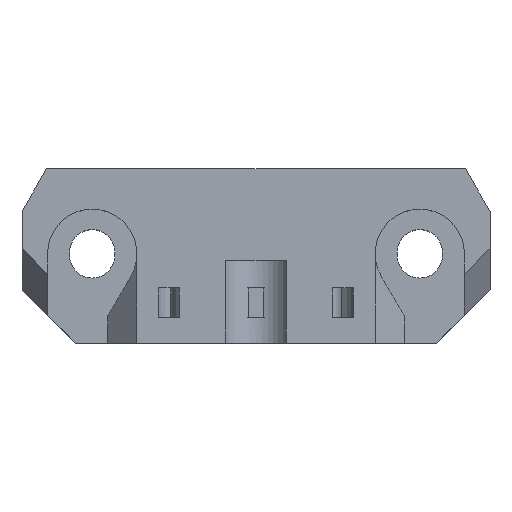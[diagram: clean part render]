
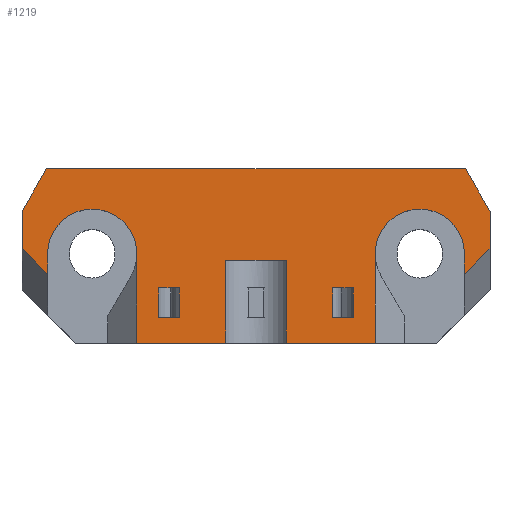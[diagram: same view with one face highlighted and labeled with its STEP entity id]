
A CAD part, top view. The second image highlights one B-rep face of the part: STEP entity #1219.
In plain terms, the highlighted planar face has unit normal (0, 0, 1).
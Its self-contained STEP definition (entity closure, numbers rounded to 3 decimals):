
#17=FACE_BOUND('',#134,.T.);
#18=FACE_BOUND('',#135,.T.);
#24=CIRCLE('',#1305,5.25);
#26=CIRCLE('',#1308,5.25);
#66=FACE_OUTER_BOUND('',#133,.T.);
#133=EDGE_LOOP('',(#826,#827,#828,#829,#830,#831,#832,#833,#834,#835,#836,
#837,#838,#839,#840,#841,#842,#843));
#134=EDGE_LOOP('',(#844,#845,#846,#847));
#135=EDGE_LOOP('',(#848,#849,#850,#851));
#205=LINE('',#1741,#357);
#208=LINE('',#1747,#360);
#215=LINE('',#1763,#367);
#219=LINE('',#1776,#371);
#220=LINE('',#1778,#372);
#221=LINE('',#1780,#373);
#222=LINE('',#1782,#374);
#223=LINE('',#1784,#375);
#224=LINE('',#1786,#376);
#225=LINE('',#1790,#377);
#226=LINE('',#1792,#378);
#227=LINE('',#1794,#379);
#228=LINE('',#1796,#380);
#229=LINE('',#1798,#381);
#230=LINE('',#1800,#382);
#231=LINE('',#1801,#383);
#232=LINE('',#1804,#384);
#233=LINE('',#1806,#385);
#234=LINE('',#1808,#386);
#235=LINE('',#1809,#387);
#236=LINE('',#1812,#388);
#237=LINE('',#1814,#389);
#238=LINE('',#1816,#390);
#239=LINE('',#1817,#391);
#357=VECTOR('',#1399,10.);
#360=VECTOR('',#1404,10.);
#367=VECTOR('',#1415,10.);
#371=VECTOR('',#1429,10.);
#372=VECTOR('',#1430,10.);
#373=VECTOR('',#1431,10.);
#374=VECTOR('',#1432,10.);
#375=VECTOR('',#1433,10.);
#376=VECTOR('',#1434,10.);
#377=VECTOR('',#1437,10.);
#378=VECTOR('',#1438,10.);
#379=VECTOR('',#1439,10.);
#380=VECTOR('',#1440,10.);
#381=VECTOR('',#1441,10.);
#382=VECTOR('',#1442,10.);
#383=VECTOR('',#1443,10.);
#384=VECTOR('',#1444,10.);
#385=VECTOR('',#1445,10.);
#386=VECTOR('',#1446,10.);
#387=VECTOR('',#1447,10.);
#388=VECTOR('',#1448,10.);
#389=VECTOR('',#1449,10.);
#390=VECTOR('',#1450,10.);
#391=VECTOR('',#1451,10.);
#506=VERTEX_POINT('',#1734);
#509=VERTEX_POINT('',#1739);
#511=VERTEX_POINT('',#1745);
#517=VERTEX_POINT('',#1760);
#518=VERTEX_POINT('',#1762);
#522=VERTEX_POINT('',#1775);
#523=VERTEX_POINT('',#1777);
#524=VERTEX_POINT('',#1779);
#525=VERTEX_POINT('',#1781);
#526=VERTEX_POINT('',#1783);
#527=VERTEX_POINT('',#1785);
#528=VERTEX_POINT('',#1787);
#529=VERTEX_POINT('',#1789);
#530=VERTEX_POINT('',#1791);
#531=VERTEX_POINT('',#1793);
#532=VERTEX_POINT('',#1795);
#533=VERTEX_POINT('',#1797);
#534=VERTEX_POINT('',#1799);
#535=VERTEX_POINT('',#1802);
#536=VERTEX_POINT('',#1803);
#537=VERTEX_POINT('',#1805);
#538=VERTEX_POINT('',#1807);
#539=VERTEX_POINT('',#1810);
#540=VERTEX_POINT('',#1811);
#541=VERTEX_POINT('',#1813);
#542=VERTEX_POINT('',#1815);
#627=EDGE_CURVE('',#509,#506,#205,.T.);
#630=EDGE_CURVE('',#509,#511,#208,.T.);
#637=EDGE_CURVE('',#517,#518,#215,.T.);
#641=EDGE_CURVE('',#511,#518,#24,.T.);
#644=EDGE_CURVE('',#517,#522,#219,.T.);
#645=EDGE_CURVE('',#522,#523,#220,.T.);
#646=EDGE_CURVE('',#523,#524,#221,.T.);
#647=EDGE_CURVE('',#524,#525,#222,.T.);
#648=EDGE_CURVE('',#525,#526,#223,.T.);
#649=EDGE_CURVE('',#527,#526,#224,.T.);
#650=EDGE_CURVE('',#527,#528,#26,.T.);
#651=EDGE_CURVE('',#528,#529,#225,.T.);
#652=EDGE_CURVE('',#530,#529,#226,.T.);
#653=EDGE_CURVE('',#530,#531,#227,.T.);
#654=EDGE_CURVE('',#531,#532,#228,.T.);
#655=EDGE_CURVE('',#532,#533,#229,.T.);
#656=EDGE_CURVE('',#533,#534,#230,.T.);
#657=EDGE_CURVE('',#534,#506,#231,.T.);
#658=EDGE_CURVE('',#535,#536,#232,.T.);
#659=EDGE_CURVE('',#536,#537,#233,.T.);
#660=EDGE_CURVE('',#537,#538,#234,.T.);
#661=EDGE_CURVE('',#538,#535,#235,.T.);
#662=EDGE_CURVE('',#539,#540,#236,.T.);
#663=EDGE_CURVE('',#540,#541,#237,.T.);
#664=EDGE_CURVE('',#541,#542,#238,.T.);
#665=EDGE_CURVE('',#542,#539,#239,.T.);
#826=ORIENTED_EDGE('',*,*,#627,.F.);
#827=ORIENTED_EDGE('',*,*,#630,.T.);
#828=ORIENTED_EDGE('',*,*,#641,.T.);
#829=ORIENTED_EDGE('',*,*,#637,.F.);
#830=ORIENTED_EDGE('',*,*,#644,.T.);
#831=ORIENTED_EDGE('',*,*,#645,.T.);
#832=ORIENTED_EDGE('',*,*,#646,.T.);
#833=ORIENTED_EDGE('',*,*,#647,.T.);
#834=ORIENTED_EDGE('',*,*,#648,.T.);
#835=ORIENTED_EDGE('',*,*,#649,.F.);
#836=ORIENTED_EDGE('',*,*,#650,.T.);
#837=ORIENTED_EDGE('',*,*,#651,.T.);
#838=ORIENTED_EDGE('',*,*,#652,.F.);
#839=ORIENTED_EDGE('',*,*,#653,.T.);
#840=ORIENTED_EDGE('',*,*,#654,.T.);
#841=ORIENTED_EDGE('',*,*,#655,.T.);
#842=ORIENTED_EDGE('',*,*,#656,.T.);
#843=ORIENTED_EDGE('',*,*,#657,.T.);
#844=ORIENTED_EDGE('',*,*,#658,.T.);
#845=ORIENTED_EDGE('',*,*,#659,.T.);
#846=ORIENTED_EDGE('',*,*,#660,.T.);
#847=ORIENTED_EDGE('',*,*,#661,.T.);
#848=ORIENTED_EDGE('',*,*,#662,.T.);
#849=ORIENTED_EDGE('',*,*,#663,.T.);
#850=ORIENTED_EDGE('',*,*,#664,.T.);
#851=ORIENTED_EDGE('',*,*,#665,.T.);
#1162=PLANE('',#1307);
#1219=ADVANCED_FACE('',(#66,#17,#18),#1162,.T.);
#1305=AXIS2_PLACEMENT_3D('',#1770,#1422,#1423);
#1307=AXIS2_PLACEMENT_3D('',#1774,#1427,#1428);
#1308=AXIS2_PLACEMENT_3D('',#1788,#1435,#1436);
#1399=DIRECTION('',(-0.707,0.707,0.));
#1404=DIRECTION('',(0.,1.,0.));
#1415=DIRECTION('',(0.,1.,0.));
#1422=DIRECTION('center_axis',(0.,0.,-1.));
#1423=DIRECTION('ref_axis',(1.,0.,0.));
#1427=DIRECTION('center_axis',(0.,0.,1.));
#1428=DIRECTION('ref_axis',(1.,0.,0.));
#1429=DIRECTION('',(1.,0.,0.));
#1430=DIRECTION('',(0.,1.,0.));
#1431=DIRECTION('',(1.,0.,0.));
#1432=DIRECTION('',(0.,-1.,0.));
#1433=DIRECTION('',(1.,0.,0.));
#1434=DIRECTION('',(0.,-1.,0.));
#1435=DIRECTION('center_axis',(0.,0.,-1.));
#1436=DIRECTION('ref_axis',(1.,0.,0.));
#1437=DIRECTION('',(0.,-1.,0.));
#1438=DIRECTION('',(-0.707,-0.707,0.));
#1439=DIRECTION('',(0.,1.,0.));
#1440=DIRECTION('',(-0.5,0.866,0.));
#1441=DIRECTION('',(-1.,0.,0.));
#1442=DIRECTION('',(-0.5,-0.866,0.));
#1443=DIRECTION('',(0.,-1.,0.));
#1444=DIRECTION('',(0.,1.,0.));
#1445=DIRECTION('',(1.,0.,0.));
#1446=DIRECTION('',(0.,-1.,0.));
#1447=DIRECTION('',(-1.,0.,0.));
#1448=DIRECTION('',(0.,-1.,0.));
#1449=DIRECTION('',(-1.,0.,0.));
#1450=DIRECTION('',(0.,1.,0.));
#1451=DIRECTION('',(1.,0.,0.));
#1734=CARTESIAN_POINT('',(-27.5,11.098,9.4));
#1739=CARTESIAN_POINT('',(-24.5,8.098,9.4));
#1741=CARTESIAN_POINT('',(-17.638,1.237,9.4));
#1745=CARTESIAN_POINT('',(-24.5,10.5,9.4));
#1747=CARTESIAN_POINT('',(-24.5,10.5,9.4));
#1760=CARTESIAN_POINT('',(-14.,0.,9.4));
#1762=CARTESIAN_POINT('',(-14.,10.5,9.4));
#1763=CARTESIAN_POINT('',(-14.,6.727,9.4));
#1770=CARTESIAN_POINT('Origin',(-19.25,10.5,9.4));
#1774=CARTESIAN_POINT('Origin',(0.,10.25,9.4));
#1775=CARTESIAN_POINT('',(-3.579,0.,9.4));
#1776=CARTESIAN_POINT('',(-27.5,0.,9.4));
#1777=CARTESIAN_POINT('',(-3.579,9.75,9.4));
#1778=CARTESIAN_POINT('',(-3.579,0.,9.4));
#1779=CARTESIAN_POINT('',(3.579,9.75,9.4));
#1780=CARTESIAN_POINT('',(0.,9.75,9.4));
#1781=CARTESIAN_POINT('',(3.579,0.,9.4));
#1782=CARTESIAN_POINT('',(3.579,0.,9.4));
#1783=CARTESIAN_POINT('',(14.,0.,9.4));
#1784=CARTESIAN_POINT('',(-27.5,0.,9.4));
#1785=CARTESIAN_POINT('',(14.,10.5,9.4));
#1786=CARTESIAN_POINT('',(14.,5.125,9.4));
#1787=CARTESIAN_POINT('',(24.5,10.5,9.4));
#1788=CARTESIAN_POINT('Origin',(19.25,10.5,9.4));
#1789=CARTESIAN_POINT('',(24.5,8.098,9.4));
#1790=CARTESIAN_POINT('',(24.5,10.5,9.4));
#1791=CARTESIAN_POINT('',(27.5,11.098,9.4));
#1792=CARTESIAN_POINT('',(17.638,1.237,9.4));
#1793=CARTESIAN_POINT('',(27.5,15.5,9.4));
#1794=CARTESIAN_POINT('',(27.5,0.,9.4));
#1795=CARTESIAN_POINT('',(24.613,20.5,9.4));
#1796=CARTESIAN_POINT('',(24.613,20.5,9.4));
#1797=CARTESIAN_POINT('',(-24.613,20.5,9.4));
#1798=CARTESIAN_POINT('',(27.5,20.5,9.4));
#1799=CARTESIAN_POINT('',(-27.5,15.5,9.4));
#1800=CARTESIAN_POINT('',(-24.613,20.5,9.4));
#1801=CARTESIAN_POINT('',(-27.5,20.5,9.4));
#1802=CARTESIAN_POINT('',(9.,3.,9.4));
#1803=CARTESIAN_POINT('',(9.,6.5,9.4));
#1804=CARTESIAN_POINT('',(9.,3.,9.4));
#1805=CARTESIAN_POINT('',(11.438,6.5,9.4));
#1806=CARTESIAN_POINT('',(0.,6.5,9.4));
#1807=CARTESIAN_POINT('',(11.438,3.,9.4));
#1808=CARTESIAN_POINT('',(11.438,3.,9.4));
#1809=CARTESIAN_POINT('',(0.,3.,9.4));
#1810=CARTESIAN_POINT('',(-9.,6.5,9.4));
#1811=CARTESIAN_POINT('',(-9.,3.,9.4));
#1812=CARTESIAN_POINT('',(-9.,3.,9.4));
#1813=CARTESIAN_POINT('',(-11.438,3.,9.4));
#1814=CARTESIAN_POINT('',(0.,3.,9.4));
#1815=CARTESIAN_POINT('',(-11.438,6.5,9.4));
#1816=CARTESIAN_POINT('',(-11.438,3.,9.4));
#1817=CARTESIAN_POINT('',(0.,6.5,9.4));
